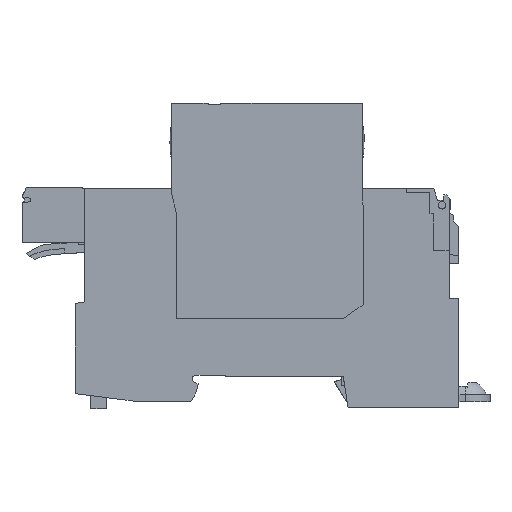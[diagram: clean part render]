
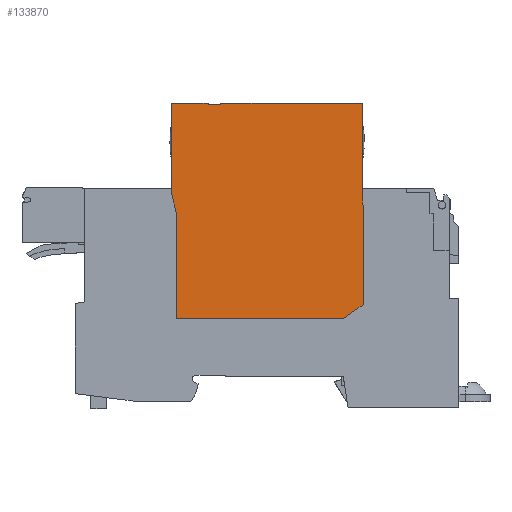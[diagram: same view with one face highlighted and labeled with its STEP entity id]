
A CAD part, left-side view. The second image highlights one B-rep face of the part: STEP entity #133870.
In plain terms, the highlighted face is planar.
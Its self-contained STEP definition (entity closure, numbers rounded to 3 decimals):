
#132050=CARTESIAN_POINT('',(22.404,78.015,
70.95));
#132060=VERTEX_POINT('',#132050);
#132090=CARTESIAN_POINT('',(22.404,44.07,
70.95));
#132100=DIRECTION('',(0.,1.,0.));
#132110=VECTOR('',#132100,1.);
#132120=LINE('',#132090,#132110);
#132130=CARTESIAN_POINT('',(22.404,98.015,
70.95));
#132140=VERTEX_POINT('',#132130);
#132150=EDGE_CURVE('',#132060,#132140,#132120,.T.);
#132690=CARTESIAN_POINT('',(0.004,69.565,
70.95));
#132700=DIRECTION('',(0.,0.,
-1.));
#132710=DIRECTION('',(-1.,0.,
0.));
#132720=AXIS2_PLACEMENT_3D('',#132690,#132700,#132710);
#132730=PLANE('',#132720);
#132740=CARTESIAN_POINT('',(0.276,98.015,
70.95));
#132750=DIRECTION('',(1.,0.,
0.));
#132760=VECTOR('',#132750,1.);
#132770=LINE('',#132740,#132760);
#132780=CARTESIAN_POINT('',(-22.396,98.015,
70.95));
#132790=VERTEX_POINT('',#132780);
#132800=CARTESIAN_POINT('',(-13.846,98.015,
70.95));
#132810=VERTEX_POINT('',#132800);
#132820=EDGE_CURVE('',#132790,#132810,#132770,.T.);
#132830=ORIENTED_EDGE('',*,*,#132820,.F.);
#132840=CARTESIAN_POINT('',(-13.846,1.746,
70.95));
#132850=DIRECTION('',(0.,-1.,0.));
#132860=VECTOR('',#132850,1.);
#132870=LINE('',#132840,#132860);
#132880=CARTESIAN_POINT('',(-13.846,97.715,
70.95));
#132890=VERTEX_POINT('',#132880);
#132900=EDGE_CURVE('',#132810,#132890,#132870,.T.);
#132910=ORIENTED_EDGE('',*,*,#132900,.F.);
#132920=CARTESIAN_POINT('',(0.276,97.715,
70.95));
#132930=DIRECTION('',(1.,0.,
0.));
#132940=VECTOR('',#132930,1.);
#132950=LINE('',#132920,#132940);
#132960=CARTESIAN_POINT('',(-10.846,97.715,
70.95));
#132970=VERTEX_POINT('',#132960);
#132980=EDGE_CURVE('',#132890,#132970,#132950,.T.);
#132990=ORIENTED_EDGE('',*,*,#132980,.F.);
#133000=CARTESIAN_POINT('',(-10.846,1.746,
70.95));
#133010=DIRECTION('',(0.,1.,0.));
#133020=VECTOR('',#133010,1.);
#133030=LINE('',#133000,#133020);
#133040=CARTESIAN_POINT('',(-10.846,98.015,
70.95));
#133050=VERTEX_POINT('',#133040);
#133060=EDGE_CURVE('',#132970,#133050,#133030,.T.);
#133070=ORIENTED_EDGE('',*,*,#133060,.F.);
#133080=CARTESIAN_POINT('',(0.276,98.015,
70.95));
#133090=DIRECTION('',(-1.,0.,
0.));
#133100=VECTOR('',#133090,1.);
#133110=LINE('',#133080,#133100);
#133120=EDGE_CURVE('',#132140,#133050,#133110,.T.);
#133130=ORIENTED_EDGE('',*,*,#133120,.T.);
#133140=ORIENTED_EDGE('',*,*,#132150,.T.);
#133150=CARTESIAN_POINT('',(22.404,44.07,
70.95));
#133160=DIRECTION('',(0.,1.,0.));
#133170=VECTOR('',#133160,1.);
#133180=LINE('',#133150,#133170);
#133190=CARTESIAN_POINT('',(22.404,76.815,
70.95));
#133200=VERTEX_POINT('',#133190);
#133210=EDGE_CURVE('',#133200,#132060,#133180,.T.);
#133220=ORIENTED_EDGE('',*,*,#133210,.T.);
#133230=CARTESIAN_POINT('',(23.672,44.07,
70.95));
#133240=DIRECTION('',(0.039,-0.999,
0.));
#133250=VECTOR('',#133240,1.);
#133260=LINE('',#133230,#133250);
#133270=CARTESIAN_POINT('',(22.546,73.137,
70.95));
#133280=VERTEX_POINT('',#133270);
#133290=EDGE_CURVE('',#133200,#133280,#133260,.T.);
#133300=ORIENTED_EDGE('',*,*,#133290,.F.);
#133310=CARTESIAN_POINT('',(22.546,44.07,
70.95));
#133320=DIRECTION('',(0.,1.,0.));
#133330=VECTOR('',#133320,1.);
#133340=LINE('',#133310,#133330);
#133350=CARTESIAN_POINT('',(22.546,50.792,
70.95));
#133360=VERTEX_POINT('',#133350);
#133370=EDGE_CURVE('',#133360,#133280,#133340,.T.);
#133380=ORIENTED_EDGE('',*,*,#133370,.T.);
#133390=CARTESIAN_POINT('',(-1.813,33.736,
70.95));
#133400=DIRECTION('',(0.819,0.574,
0.));
#133410=VECTOR('',#133400,1.);
#133420=LINE('',#133390,#133410);
#133430=CARTESIAN_POINT('',(17.865,47.515,
70.95));
#133440=VERTEX_POINT('',#133430);
#133450=EDGE_CURVE('',#133440,#133360,#133420,.T.);
#133460=ORIENTED_EDGE('',*,*,#133450,.T.);
#133470=CARTESIAN_POINT('',(-1.813,47.515,
70.95));
#133480=DIRECTION('',(-1.,0.,
0.));
#133490=VECTOR('',#133480,1.);
#133500=LINE('',#133470,#133490);
#133510=CARTESIAN_POINT('',(-21.354,47.515,
70.95));
#133520=VERTEX_POINT('',#133510);
#133530=EDGE_CURVE('',#133440,#133520,#133500,.T.);
#133540=ORIENTED_EDGE('',*,*,#133530,.F.);
#133550=CARTESIAN_POINT('',(-21.354,44.07,
70.95));
#133560=DIRECTION('',(0.,-1.,0.));
#133570=VECTOR('',#133560,1.);
#133580=LINE('',#133550,#133570);
#133590=CARTESIAN_POINT('',(-21.354,72.448,
70.95));
#133600=VERTEX_POINT('',#133590);
#133610=EDGE_CURVE('',#133600,#133520,#133580,.T.);
#133620=ORIENTED_EDGE('',*,*,#133610,.T.);
#133630=CARTESIAN_POINT('',(-14.579,44.07,
70.95));
#133640=DIRECTION('',(-0.232,0.973,
0.));
#133650=VECTOR('',#133640,1.);
#133660=LINE('',#133630,#133650);
#133670=CARTESIAN_POINT('',(-22.396,76.815,
70.95));
#133680=VERTEX_POINT('',#133670);
#133690=EDGE_CURVE('',#133600,#133680,#133660,.T.);
#133700=ORIENTED_EDGE('',*,*,#133690,.F.);
#133710=CARTESIAN_POINT('',(-22.396,44.07,
70.95));
#133720=DIRECTION('',(0.,1.,0.));
#133730=VECTOR('',#133720,1.);
#133740=LINE('',#133710,#133730);
#133750=CARTESIAN_POINT('',(-22.396,78.015,
70.95));
#133760=VERTEX_POINT('',#133750);
#133770=EDGE_CURVE('',#133680,#133760,#133740,.T.);
#133780=ORIENTED_EDGE('',*,*,#133770,.F.);
#133790=CARTESIAN_POINT('',(-22.396,44.07,
70.95));
#133800=DIRECTION('',(0.,-1.,0.));
#133810=VECTOR('',#133800,1.);
#133820=LINE('',#133790,#133810);
#133830=EDGE_CURVE('',#132790,#133760,#133820,.T.);
#133840=ORIENTED_EDGE('',*,*,#133830,.T.);
#133850=EDGE_LOOP('',(#133840,#133780,#133700,#133620,#133540,#133460,
#133380,#133300,#133220,#133140,#133130,#133070,#132990,#132910,#132830)
);
#133860=FACE_OUTER_BOUND('',#133850,.T.);
#133870=ADVANCED_FACE('',(#133860),#132730,.F.);
